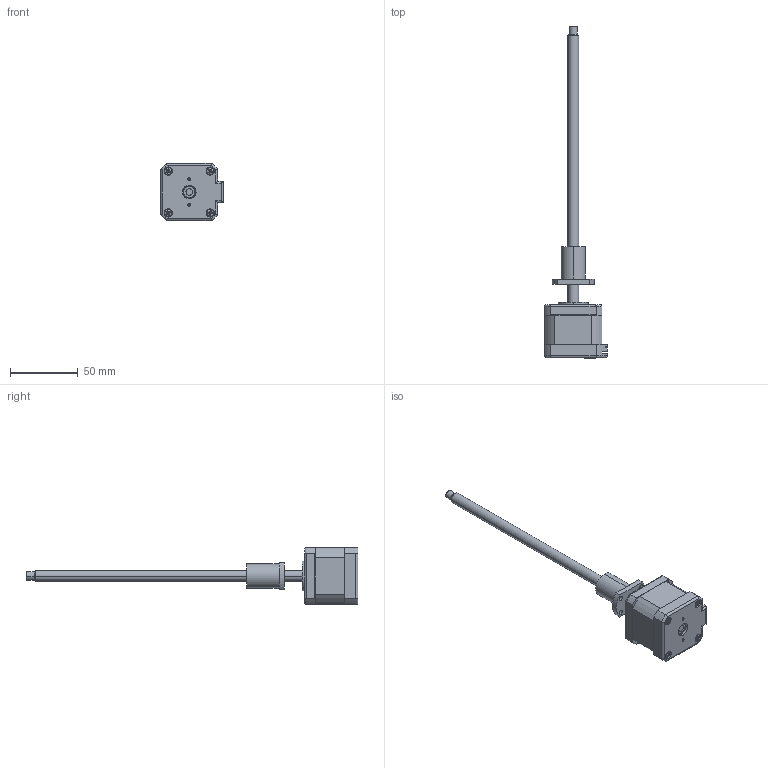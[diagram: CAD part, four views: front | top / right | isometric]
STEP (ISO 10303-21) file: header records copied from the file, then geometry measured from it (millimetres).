
FILE_DESCRIPTION (( 'STEP AP203' ), '1' );
FILE_NAME ('BE172S-B0805-200-FF1-S-200.STEP', '2021-04-26T08:13:58', ( '2012dnd.com' ), ( '2012dnd.com' ), 'SwSTEP 2.0', 'SolidWorks 2014', '' );
FILE_SCHEMA (( 'CONFIG_CONTROL_DESIGN' ));
Length unit declared in the file: millimetre
Products named in the file (1): BE172S-B0805-200-FF1-S-200
Bounding box: 46.2 x 245.3 x 42.2 mm (x, y, z)
Surface area: 21596.6 mm2 (no closed solid volume)
Topology: 0 solids, 19 shells, 272 faces, 932 edges, 660 vertices
Faces by surface type: plane 136, cylinder 76, cone 40, torus 12, sphere 8
Entity records: 10720 total; most frequent: CARTESIAN_POINT 2695, DIRECTION 1618, ORIENTED_EDGE 1513, EDGE_CURVE 932, VERTEX_POINT 660, AXIS2_PLACEMENT_3D 541, LINE 536, VECTOR 536
